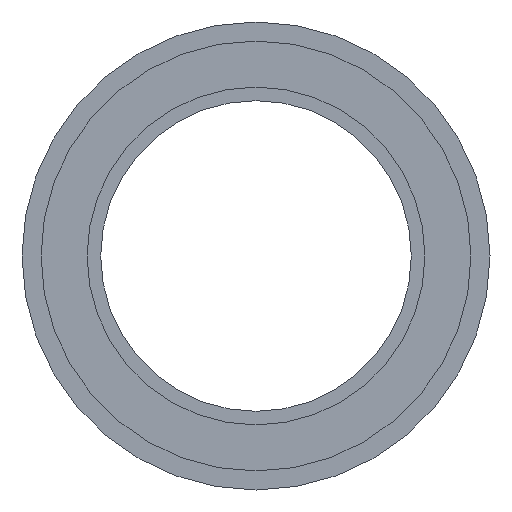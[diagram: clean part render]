
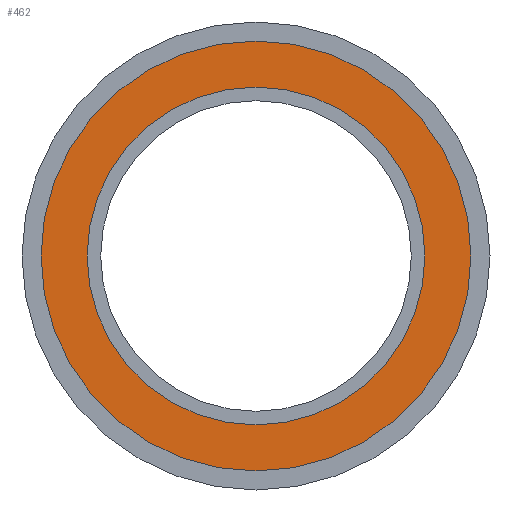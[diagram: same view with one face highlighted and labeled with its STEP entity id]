
A CAD part, front view. The second image highlights one B-rep face of the part: STEP entity #462.
In plain terms, the highlighted planar face has unit normal (0, -1, 0).
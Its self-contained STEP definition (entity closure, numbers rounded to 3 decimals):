
#48 = EDGE_CURVE ( 'NONE', #343, #203, #419, .T. ) ;
#67 = CARTESIAN_POINT ( 'NONE',  ( 0., 0., 0. ) ) ;
#68 = DIRECTION ( 'NONE',  ( 0., 0., 1. ) ) ;
#69 = CARTESIAN_POINT ( 'NONE',  ( 0., 0., 0. ) ) ;
#92 = CARTESIAN_POINT ( 'NONE',  ( 0., 0., 13.75 ) ) ;
#97 = FACE_BOUND ( 'NONE', #320, .T. ) ;
#118 = EDGE_LOOP ( 'NONE', ( #378, #192 ) ) ;
#129 = AXIS2_PLACEMENT_3D ( 'NONE', #160, #493, #208 ) ;
#142 = VERTEX_POINT ( 'NONE', #309 ) ;
#150 = EDGE_CURVE ( 'NONE', #142, #157, #471, .T. ) ;
#157 = VERTEX_POINT ( 'NONE', #601 ) ;
#160 = CARTESIAN_POINT ( 'NONE',  ( 17.5, 0., 0. ) ) ;
#190 = DIRECTION ( 'NONE',  ( 0., 1., 0. ) ) ;
#192 = ORIENTED_EDGE ( 'NONE', *, *, #248, .F. ) ;
#203 = VERTEX_POINT ( 'NONE', #92 ) ;
#208 = DIRECTION ( 'NONE',  ( 0., 0., 1. ) ) ;
#248 = EDGE_CURVE ( 'NONE', #157, #142, #298, .T. ) ;
#249 = ORIENTED_EDGE ( 'NONE', *, *, #48, .T. ) ;
#256 = AXIS2_PLACEMENT_3D ( 'NONE', #69, #374, #68 ) ;
#258 = CARTESIAN_POINT ( 'NONE',  ( 0., 0., 0. ) ) ;
#265 = DIRECTION ( 'NONE',  ( 0., 1., 0. ) ) ;
#270 = DIRECTION ( 'NONE',  ( 0., 0., 1. ) ) ;
#298 = CIRCLE ( 'NONE', #388, 17.5 ) ;
#309 = CARTESIAN_POINT ( 'NONE',  ( 0., 0., 17.5 ) ) ;
#320 = EDGE_LOOP ( 'NONE', ( #326, #249 ) ) ;
#326 = ORIENTED_EDGE ( 'NONE', *, *, #585, .T. ) ;
#332 = CIRCLE ( 'NONE', #458, 13.75 ) ;
#334 = DIRECTION ( 'NONE',  ( 0., 0., 1. ) ) ;
#343 = VERTEX_POINT ( 'NONE', #486 ) ;
#374 = DIRECTION ( 'NONE',  ( 0., 1., 0. ) ) ;
#378 = ORIENTED_EDGE ( 'NONE', *, *, #150, .F. ) ;
#388 = AXIS2_PLACEMENT_3D ( 'NONE', #258, #265, #270 ) ;
#419 = CIRCLE ( 'NONE', #527, 13.75 ) ;
#441 = FACE_OUTER_BOUND ( 'NONE', #118, .T. ) ;
#451 = DIRECTION ( 'NONE',  ( 0., 1., 0. ) ) ;
#458 = AXIS2_PLACEMENT_3D ( 'NONE', #67, #451, #334 ) ;
#462 = ADVANCED_FACE ( 'NONE', ( #441, #97 ), #476, .F. ) ;
#471 = CIRCLE ( 'NONE', #256, 17.5 ) ;
#476 = PLANE ( 'NONE',  #129 ) ;
#486 = CARTESIAN_POINT ( 'NONE',  ( 0., 0., -13.75 ) ) ;
#493 = DIRECTION ( 'NONE',  ( 0., 1., 0. ) ) ;
#527 = AXIS2_PLACEMENT_3D ( 'NONE', #573, #190, #562 ) ;
#562 = DIRECTION ( 'NONE',  ( 0., 0., 1. ) ) ;
#573 = CARTESIAN_POINT ( 'NONE',  ( 0., 0., 0. ) ) ;
#585 = EDGE_CURVE ( 'NONE', #203, #343, #332, .T. ) ;
#601 = CARTESIAN_POINT ( 'NONE',  ( 0., 0., -17.5 ) ) ;
